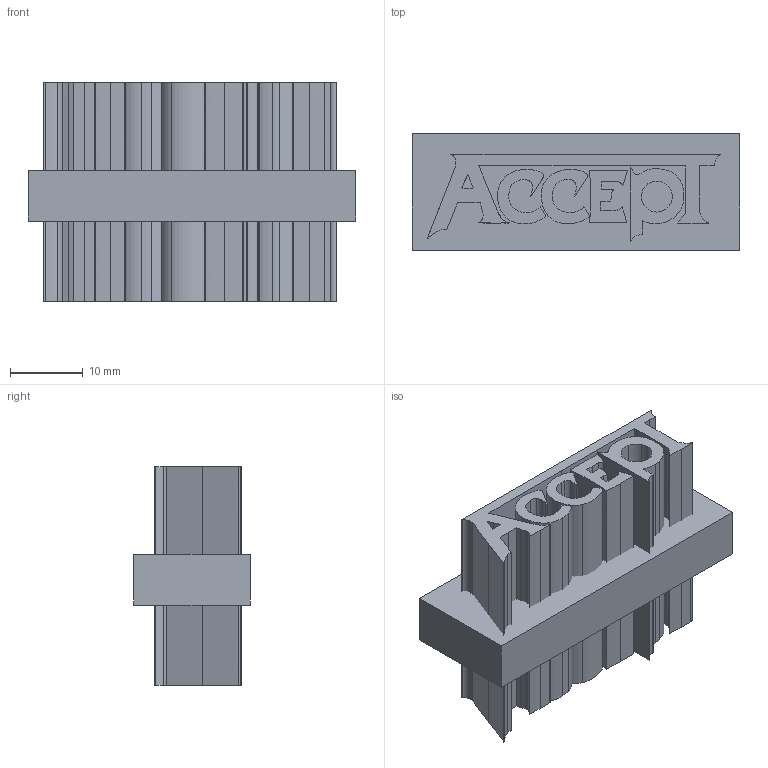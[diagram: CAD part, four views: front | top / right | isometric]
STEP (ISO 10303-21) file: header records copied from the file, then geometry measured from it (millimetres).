
FILE_DESCRIPTION(('FreeCAD Model'),'2;1');
FILE_NAME('accept_logo.step','2019-12-30T15:09:53',('Author'),(''), 'Open CASCADE STEP processor 7.3','FreeCAD','Unknown');
FILE_SCHEMA(('AUTOMOTIVE_DESIGN { 1 0 10303 214 1 1 1 1 }'));
Length unit declared in the file: millimetre
Products named in the file (2): ???; Scale
Bounding box: 45 x 16 x 30 mm (x, y, z)
Volume: 11632 mm3; surface area: 11347.3 mm2
Topology: 6 solids, 6 shells, 167 faces, 1371 edges, 3934 vertices
Faces by surface type: bspline 161, plane 6
Entity records: 23737 total; most frequent: CARTESIAN_POINT 12015, B_SPLINE_CURVE_WITH_KNOTS 2265, ORIENTED_EDGE 930, PCURVE 930, DEFINITIONAL_REPRESENTATION 930, GEOMETRIC_CURVE_SET 907, TRIMMED_CURVE 906, EDGE_CURVE 465
